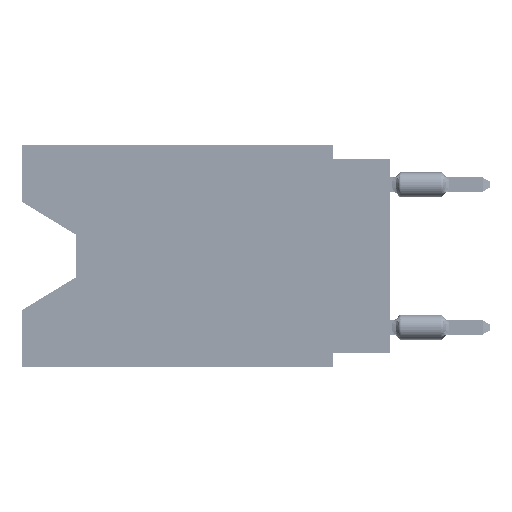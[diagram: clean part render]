
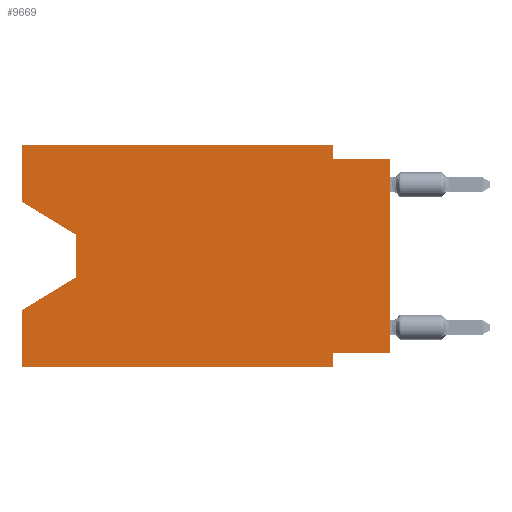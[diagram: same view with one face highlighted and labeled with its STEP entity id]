
A CAD part, left-side view. The second image highlights one B-rep face of the part: STEP entity #9669.
In plain terms, the highlighted planar face has unit normal (-1, 0, 0).
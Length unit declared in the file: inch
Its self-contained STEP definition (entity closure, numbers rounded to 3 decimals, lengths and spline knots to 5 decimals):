
#333 = ORIENTED_EDGE ( 'NONE', *, *, #43056, .T. ) ;
#923 = CARTESIAN_POINT ( 'NONE',  ( 0., 0., 0. ) ) ;
#1174 = VERTEX_POINT ( 'NONE', #50722 ) ;
#1716 = CARTESIAN_POINT ( 'NONE',  ( 0., 0.1, -0.39 ) ) ;
#1851 = VECTOR ( 'NONE', #8395, 39.37008 ) ;
#3786 = LINE ( 'NONE', #39327, #67520 ) ;
#4046 = VECTOR ( 'NONE', #69204, 39.37008 ) ;
#4686 = DIRECTION ( 'NONE',  ( 0., 0., -1. ) ) ;
#6273 = VERTEX_POINT ( 'NONE', #35627 ) ;
#7933 = CARTESIAN_POINT ( 'NONE',  ( 0., 0.645, 0. ) ) ;
#8095 = VERTEX_POINT ( 'NONE', #73597 ) ;
#8395 = DIRECTION ( 'NONE',  ( 0., -1., 0. ) ) ;
#9669 = ADVANCED_FACE ( 'NONE', ( #90096 ), #28991, .F. ) ;
#10465 = VERTEX_POINT ( 'NONE', #12275 ) ;
#11993 = EDGE_CURVE ( 'NONE', #82290, #1174, #51030, .T. ) ;
#12275 = CARTESIAN_POINT ( 'NONE',  ( 0., 0.645, 0. ) ) ;
#13015 = CARTESIAN_POINT ( 'NONE',  ( 0., 0., -0.365 ) ) ;
#14311 = VERTEX_POINT ( 'NONE', #34725 ) ;
#17703 = VECTOR ( 'NONE', #89268, 39.37008 ) ;
#19140 = DIRECTION ( 'NONE',  ( 0., 0.855, -0.519 ) ) ;
#19302 = VERTEX_POINT ( 'NONE', #52102 ) ;
#19990 = LINE ( 'NONE', #28166, #17703 ) ;
#20518 = ORIENTED_EDGE ( 'NONE', *, *, #29578, .T. ) ;
#20526 = LINE ( 'NONE', #1716, #22924 ) ;
#21999 = ORIENTED_EDGE ( 'NONE', *, *, #41205, .F. ) ;
#22830 = EDGE_CURVE ( 'NONE', #33115, #1174, #34086, .T. ) ;
#22851 = EDGE_CURVE ( 'NONE', #79959, #8095, #64114, .T. ) ;
#22924 = VECTOR ( 'NONE', #48774, 39.37008 ) ;
#23532 = DIRECTION ( 'NONE',  ( 0., -0.855, -0.519 ) ) ;
#25294 = EDGE_CURVE ( 'NONE', #82290, #19302, #42159, .T. ) ;
#25974 = CARTESIAN_POINT ( 'NONE',  ( 0., 0.55, -0.232 ) ) ;
#26689 = CARTESIAN_POINT ( 'NONE',  ( 0., 0.1, 0. ) ) ;
#27242 = DIRECTION ( 'NONE',  ( 0., -1., 0. ) ) ;
#28041 = VECTOR ( 'NONE', #36489, 39.37008 ) ;
#28166 = CARTESIAN_POINT ( 'NONE',  ( 0., 0.645, 0. ) ) ;
#28626 = CARTESIAN_POINT ( 'NONE',  ( 0., 0.645, -0.39 ) ) ;
#28990 = CARTESIAN_POINT ( 'NONE',  ( 0., 0.645, 0. ) ) ;
#28991 = PLANE ( 'NONE',  #40435 ) ;
#29264 = CARTESIAN_POINT ( 'NONE',  ( 0., 0.645, -0.10025 ) ) ;
#29578 = EDGE_CURVE ( 'NONE', #6273, #14311, #87533, .T. ) ;
#31388 = VECTOR ( 'NONE', #19140, 39.37008 ) ;
#32923 = ORIENTED_EDGE ( 'NONE', *, *, #79505, .F. ) ;
#33115 = VERTEX_POINT ( 'NONE', #70824 ) ;
#34086 = LINE ( 'NONE', #89683, #43649 ) ;
#34725 = CARTESIAN_POINT ( 'NONE',  ( 0., 0.645, -0.28975 ) ) ;
#35388 = DIRECTION ( 'NONE',  ( 1., 0., 0. ) ) ;
#35627 = CARTESIAN_POINT ( 'NONE',  ( 0., 0.55, -0.232 ) ) ;
#35838 = CARTESIAN_POINT ( 'NONE',  ( 0., 0.645, 0. ) ) ;
#36489 = DIRECTION ( 'NONE',  ( 0., 0., 1. ) ) ;
#39327 = CARTESIAN_POINT ( 'NONE',  ( 0., 0.55, -0.158 ) ) ;
#39505 = VERTEX_POINT ( 'NONE', #45605 ) ;
#40435 = AXIS2_PLACEMENT_3D ( 'NONE', #35838, #35388, #83677 ) ;
#40802 = ORIENTED_EDGE ( 'NONE', *, *, #25294, .F. ) ;
#41205 = EDGE_CURVE ( 'NONE', #82279, #33115, #89213, .T. ) ;
#42159 = LINE ( 'NONE', #57130, #55546 ) ;
#43056 = EDGE_CURVE ( 'NONE', #8095, #6273, #3786, .T. ) ;
#43649 = VECTOR ( 'NONE', #27242, 39.37008 ) ;
#44324 = VERTEX_POINT ( 'NONE', #83037 ) ;
#45463 = ORIENTED_EDGE ( 'NONE', *, *, #11993, .T. ) ;
#45605 = CARTESIAN_POINT ( 'NONE',  ( 0., 0.1, -0.39 ) ) ;
#48694 = EDGE_CURVE ( 'NONE', #44324, #39505, #71015, .T. ) ;
#48774 = DIRECTION ( 'NONE',  ( 0., 0., -1. ) ) ;
#49265 = ORIENTED_EDGE ( 'NONE', *, *, #22851, .T. ) ;
#49507 = DIRECTION ( 'NONE',  ( 0., 0., 1. ) ) ;
#50355 = EDGE_CURVE ( 'NONE', #44324, #14311, #70919, .T. ) ;
#50722 = CARTESIAN_POINT ( 'NONE',  ( 0., 0., -0.025 ) ) ;
#51030 = LINE ( 'NONE', #923, #28041 ) ;
#52102 = CARTESIAN_POINT ( 'NONE',  ( 0., 0.1, -0.365 ) ) ;
#52787 = EDGE_LOOP ( 'NONE', ( #49265, #333, #20518, #58459, #89277, #58213, #40802, #45463, #83314, #21999, #32923, #61551 ) ) ;
#55546 = VECTOR ( 'NONE', #84964, 39.37008 ) ;
#57130 = CARTESIAN_POINT ( 'NONE',  ( 0., 0., -0.365 ) ) ;
#58213 = ORIENTED_EDGE ( 'NONE', *, *, #58686, .F. ) ;
#58459 = ORIENTED_EDGE ( 'NONE', *, *, #50355, .F. ) ;
#58686 = EDGE_CURVE ( 'NONE', #19302, #39505, #20526, .T. ) ;
#61551 = ORIENTED_EDGE ( 'NONE', *, *, #65886, .F. ) ;
#64114 = LINE ( 'NONE', #84633, #66940 ) ;
#65886 = EDGE_CURVE ( 'NONE', #79959, #10465, #19990, .T. ) ;
#66940 = VECTOR ( 'NONE', #23532, 39.37008 ) ;
#67520 = VECTOR ( 'NONE', #4686, 39.37008 ) ;
#69204 = DIRECTION ( 'NONE',  ( 0., -1., 0. ) ) ;
#70386 = LINE ( 'NONE', #7933, #1851 ) ;
#70824 = CARTESIAN_POINT ( 'NONE',  ( 0., 0.1, -0.025 ) ) ;
#70919 = LINE ( 'NONE', #28990, #88667 ) ;
#71015 = LINE ( 'NONE', #28626, #4046 ) ;
#73597 = CARTESIAN_POINT ( 'NONE',  ( 0., 0.55, -0.158 ) ) ;
#76451 = DIRECTION ( 'NONE',  ( 0., 0., -1. ) ) ;
#77565 = VECTOR ( 'NONE', #76451, 39.37008 ) ;
#79505 = EDGE_CURVE ( 'NONE', #10465, #82279, #70386, .T. ) ;
#79959 = VERTEX_POINT ( 'NONE', #29264 ) ;
#82279 = VERTEX_POINT ( 'NONE', #26689 ) ;
#82290 = VERTEX_POINT ( 'NONE', #13015 ) ;
#83037 = CARTESIAN_POINT ( 'NONE',  ( 0., 0.645, -0.39 ) ) ;
#83314 = ORIENTED_EDGE ( 'NONE', *, *, #22830, .F. ) ;
#83677 = DIRECTION ( 'NONE',  ( 0., 0., -1. ) ) ;
#84633 = CARTESIAN_POINT ( 'NONE',  ( 0., 0.645, -0.10025 ) ) ;
#84964 = DIRECTION ( 'NONE',  ( 0., 1., 0. ) ) ;
#87533 = LINE ( 'NONE', #25974, #31388 ) ;
#88667 = VECTOR ( 'NONE', #49507, 39.37008 ) ;
#88783 = CARTESIAN_POINT ( 'NONE',  ( 0., 0.1, 0. ) ) ;
#89213 = LINE ( 'NONE', #88783, #77565 ) ;
#89268 = DIRECTION ( 'NONE',  ( 0., 0., 1. ) ) ;
#89277 = ORIENTED_EDGE ( 'NONE', *, *, #48694, .T. ) ;
#89683 = CARTESIAN_POINT ( 'NONE',  ( 0., 0., -0.025 ) ) ;
#90096 = FACE_OUTER_BOUND ( 'NONE', #52787, .T. ) ;
